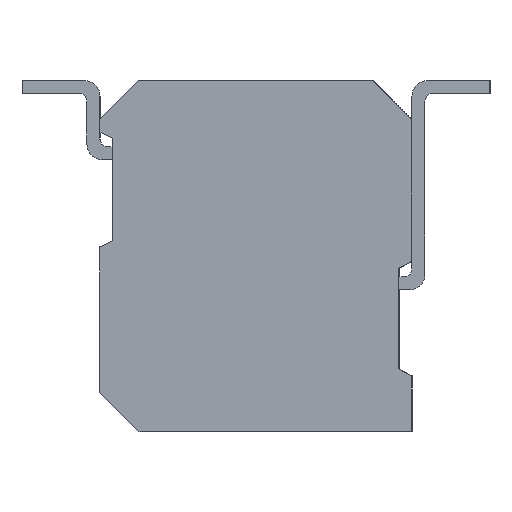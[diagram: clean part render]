
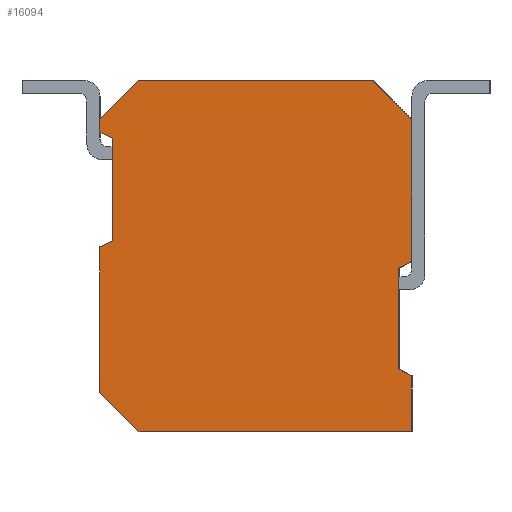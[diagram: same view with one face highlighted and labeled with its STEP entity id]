
A CAD part, left-side view. The second image highlights one B-rep face of the part: STEP entity #16094.
In plain terms, the highlighted planar face has unit normal (-1, 0, 0).
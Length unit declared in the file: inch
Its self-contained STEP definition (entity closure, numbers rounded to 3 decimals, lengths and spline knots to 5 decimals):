
#4567=ORIENTED_EDGE('',*,*,#7170,.F.);
#4568=ORIENTED_EDGE('',*,*,#7172,.F.);
#4569=ORIENTED_EDGE('',*,*,#7017,.F.);
#4570=ORIENTED_EDGE('',*,*,#6718,.F.);
#4571=ORIENTED_EDGE('',*,*,#6794,.F.);
#4572=ORIENTED_EDGE('',*,*,#6722,.F.);
#4573=ORIENTED_EDGE('',*,*,#6934,.F.);
#4574=ORIENTED_EDGE('',*,*,#7173,.F.);
#4575=ORIENTED_EDGE('',*,*,#7174,.T.);
#4576=ORIENTED_EDGE('',*,*,#7009,.T.);
#4577=ORIENTED_EDGE('',*,*,#7175,.F.);
#4578=ORIENTED_EDGE('',*,*,#6666,.F.);
#4579=ORIENTED_EDGE('',*,*,#7176,.F.);
#4580=ORIENTED_EDGE('',*,*,#7011,.T.);
#4581=ORIENTED_EDGE('',*,*,#7177,.F.);
#6666=EDGE_CURVE('',#8375,#8376,#10141,.T.);
#6718=EDGE_CURVE('',#8423,#8424,#10193,.T.);
#6722=EDGE_CURVE('',#8427,#8428,#10197,.T.);
#6794=EDGE_CURVE('',#8428,#8423,#10269,.T.);
#6934=EDGE_CURVE('',#8568,#8427,#10409,.T.);
#7009=EDGE_CURVE('',#8644,#8643,#10484,.T.);
#7011=EDGE_CURVE('',#8645,#8646,#10486,.T.);
#7017=EDGE_CURVE('',#8424,#8650,#10492,.T.);
#7170=EDGE_CURVE('',#8726,#8727,#10645,.T.);
#7172=EDGE_CURVE('',#8650,#8726,#10647,.T.);
#7173=EDGE_CURVE('',#8728,#8568,#10648,.T.);
#7174=EDGE_CURVE('',#8728,#8644,#10649,.T.);
#7175=EDGE_CURVE('',#8376,#8643,#10650,.T.);
#7176=EDGE_CURVE('',#8645,#8375,#10651,.T.);
#7177=EDGE_CURVE('',#8727,#8646,#10652,.T.);
#8375=VERTEX_POINT('',#24913);
#8376=VERTEX_POINT('',#24914);
#8423=VERTEX_POINT('',#25019);
#8424=VERTEX_POINT('',#25020);
#8427=VERTEX_POINT('',#25028);
#8428=VERTEX_POINT('',#25029);
#8568=VERTEX_POINT('',#25467);
#8643=VERTEX_POINT('',#25618);
#8644=VERTEX_POINT('',#25620);
#8645=VERTEX_POINT('',#25624);
#8646=VERTEX_POINT('',#25625);
#8650=VERTEX_POINT('',#25634);
#8726=VERTEX_POINT('',#25938);
#8727=VERTEX_POINT('',#25940);
#8728=VERTEX_POINT('',#25945);
#10141=LINE('',#24912,#12138);
#10193=LINE('',#25018,#12190);
#10197=LINE('',#25027,#12194);
#10269=LINE('',#25172,#12266);
#10409=LINE('',#25468,#12406);
#10484=LINE('',#25619,#12481);
#10486=LINE('',#25623,#12483);
#10492=LINE('',#25636,#12489);
#10645=LINE('',#25939,#12642);
#10647=LINE('',#25943,#12644);
#10648=LINE('',#25944,#12645);
#10649=LINE('',#25946,#12646);
#10650=LINE('',#25947,#12647);
#10651=LINE('',#25948,#12648);
#10652=LINE('',#25949,#12649);
#12138=VECTOR('',#20453,39.37008);
#12190=VECTOR('',#20517,39.37008);
#12194=VECTOR('',#20523,39.37008);
#12266=VECTOR('',#20597,39.37008);
#12406=VECTOR('',#20909,39.37008);
#12481=VECTOR('',#20986,39.37008);
#12483=VECTOR('',#20990,39.37008);
#12489=VECTOR('',#20998,39.37008);
#12642=VECTOR('',#21299,39.37008);
#12644=VECTOR('',#21303,39.37008);
#12645=VECTOR('',#21304,39.37008);
#12646=VECTOR('',#21305,39.37008);
#12647=VECTOR('',#21306,39.37008);
#12648=VECTOR('',#21307,39.37008);
#12649=VECTOR('',#21308,39.37008);
#13601=EDGE_LOOP('',(#4567,#4568,#4569,#4570,#4571,#4572,#4573,#4574,#4575,
#4576,#4577,#4578,#4579,#4580,#4581));
#14522=FACE_BOUND('',#13601,.T.);
#15245=PLANE('',#17271);
#16094=ADVANCED_FACE('',(#14522),#15245,.F.);
#17271=AXIS2_PLACEMENT_3D('',#25942,#21301,#21302);
#20453=DIRECTION('',(0.,0.,-1.));
#20517=DIRECTION('',(0.,0.908,0.418));
#20523=DIRECTION('',(0.,-0.908,0.418));
#20597=DIRECTION('',(0.,0.,1.));
#20909=DIRECTION('',(0.,0.,1.));
#20986=DIRECTION('',(0.,0.,1.));
#20990=DIRECTION('',(0.,0.,1.));
#20998=DIRECTION('',(0.,0.,1.));
#21299=DIRECTION('',(0.,-1.,0.));
#21301=DIRECTION('',(1.,0.,0.));
#21302=DIRECTION('',(0.,0.,-1.));
#21303=DIRECTION('',(0.,-0.707,0.707));
#21304=DIRECTION('',(0.,0.707,0.707));
#21305=DIRECTION('',(0.,-1.,0.));
#21306=DIRECTION('',(0.,-0.88,-0.475));
#21307=DIRECTION('',(0.,0.88,-0.475));
#21308=DIRECTION('',(0.,-0.707,-0.707));
#24912=CARTESIAN_POINT('',(0.,0.005,-0.0048));
#24913=CARTESIAN_POINT('',(0.,0.005,-0.0048));
#24914=CARTESIAN_POINT('',(0.,0.005,-0.0434));
#25018=CARTESIAN_POINT('',(0.,0.115,0.0452));
#25019=CARTESIAN_POINT('',(0.,0.115,0.0452));
#25020=CARTESIAN_POINT('',(0.,0.12,0.0475));
#25027=CARTESIAN_POINT('',(0.,0.12,0.0035));
#25028=CARTESIAN_POINT('',(0.,0.12,0.0035));
#25029=CARTESIAN_POINT('',(0.,0.115,0.0058));
#25172=CARTESIAN_POINT('',(0.,0.115,0.0058));
#25467=CARTESIAN_POINT('',(0.,0.12,-0.0525));
#25468=CARTESIAN_POINT('',(0.,0.12,-0.0675));
#25618=CARTESIAN_POINT('',(0.,0.,-0.0461));
#25619=CARTESIAN_POINT('',(0.,0.,-0.0675));
#25620=CARTESIAN_POINT('',(0.,0.,-0.0675));
#25623=CARTESIAN_POINT('',(0.,0.,-0.0675));
#25624=CARTESIAN_POINT('',(0.,0.,-0.0021));
#25625=CARTESIAN_POINT('',(0.,0.,0.0525));
#25634=CARTESIAN_POINT('',(0.,0.12,0.0525));
#25636=CARTESIAN_POINT('',(0.,0.12,-0.0675));
#25938=CARTESIAN_POINT('',(0.,0.105,0.0675));
#25939=CARTESIAN_POINT('',(0.,0.12,0.0675));
#25940=CARTESIAN_POINT('',(0.,0.015,0.0675));
#25942=CARTESIAN_POINT('',(0.,0.12,-0.0675));
#25943=CARTESIAN_POINT('',(0.,0.12,0.0525));
#25944=CARTESIAN_POINT('',(0.,0.105,-0.0675));
#25945=CARTESIAN_POINT('',(0.,0.105,-0.0675));
#25946=CARTESIAN_POINT('',(0.,0.12,-0.0675));
#25947=CARTESIAN_POINT('',(0.,0.005,-0.0434));
#25948=CARTESIAN_POINT('',(0.,0.,-0.0021));
#25949=CARTESIAN_POINT('',(0.,0.015,0.0675));
